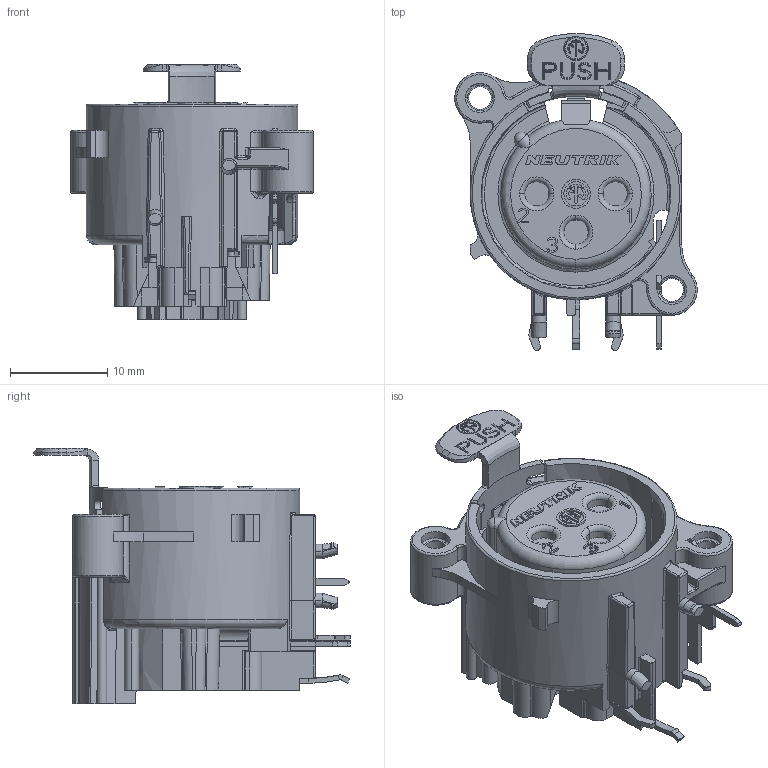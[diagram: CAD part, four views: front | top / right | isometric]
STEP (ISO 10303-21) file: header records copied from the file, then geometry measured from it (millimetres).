
FILE_DESCRIPTION((''),'2;1');
FILE_NAME('NC3FAAH2-0','2024-06-24T10:48:09',('phk'),(''),'CREO PARAMETRIC BY PTC INC, 2023424','CREO PARAMETRIC BY PTC INC, 2023424','');
FILE_SCHEMA(('AUTOMOTIVE_DESIGN { 1 0 10303 214 1 1 1 1 }'));
Length unit declared in the file: millimetre
Products named in the file (1): NC3FAAH2-0
Bounding box: 25 x 32.6 x 26.3 mm (x, y, z)
Volume: 5559 mm3; surface area: 5785.6 mm2
Topology: 2 solids, 6 shells, 1483 faces, 3970 edges, 2544 vertices
Faces by surface type: plane 901, cylinder 324, bspline 111, torus 67, cone 53, sphere 22, extrusion 5
Entity records: 50953 total; most frequent: CARTESIAN_POINT 14479, ORIENTED_EDGE 7858, DIRECTION 6923, EDGE_CURVE 3929, VECTOR 2593, LINE 2588, VERTEX_POINT 2481, AXIS2_PLACEMENT_3D 2165
